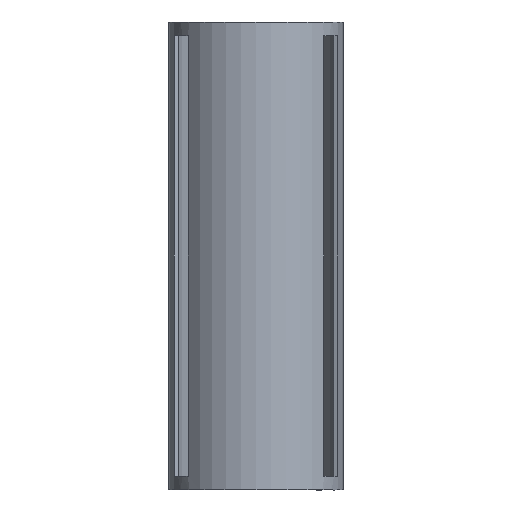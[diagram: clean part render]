
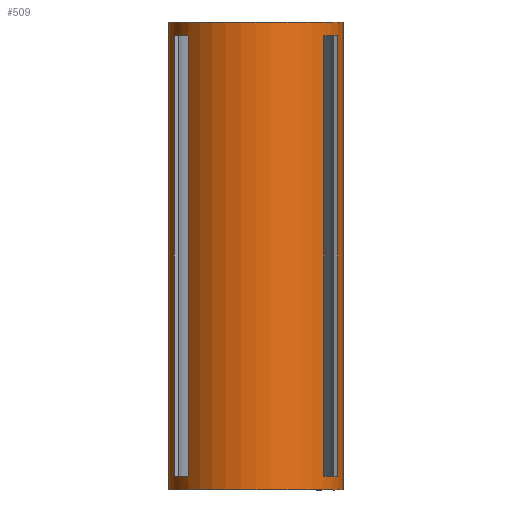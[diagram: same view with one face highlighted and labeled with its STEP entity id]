
A CAD part, front view. The second image highlights one B-rep face of the part: STEP entity #509.
In plain terms, the highlighted cylindrical face has radius 63.5 mm (diameter 127 mm), a partial arc.
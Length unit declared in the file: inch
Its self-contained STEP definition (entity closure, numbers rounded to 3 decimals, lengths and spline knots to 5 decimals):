
#4 = EDGE_CURVE ( 'NONE', #841, #925, #9, .T. ) ;
#9 = CIRCLE ( 'NONE', #211, 2.5 ) ;
#13 = FACE_BOUND ( 'NONE', #365, .T. ) ;
#16 = EDGE_LOOP ( 'NONE', ( #549, #1305, #466, #282 ) ) ;
#31 = ORIENTED_EDGE ( 'NONE', *, *, #1355, .T. ) ;
#34 = VECTOR ( 'NONE', #603, 39.37008 ) ;
#38 = LINE ( 'NONE', #1220, #203 ) ;
#40 = CARTESIAN_POINT ( 'NONE',  ( 1.9412, -1.57536, 6.69291 ) ) ;
#53 = EDGE_CURVE ( 'NONE', #167, #934, #705, .T. ) ;
#59 = AXIS2_PLACEMENT_3D ( 'NONE', #125, #1102, #551 ) ;
#63 = CARTESIAN_POINT ( 'NONE',  ( -2.3349, -0.89345, 6.69291 ) ) ;
#64 = CARTESIAN_POINT ( 'NONE',  ( -2.5, 0., 0. ) ) ;
#82 = CARTESIAN_POINT ( 'NONE',  ( -2.3349, -0.89345, 12.99213 ) ) ;
#86 = CIRCLE ( 'NONE', #59, 2.5 ) ;
#116 = DIRECTION ( 'NONE',  ( 0., 0., -1. ) ) ;
#125 = CARTESIAN_POINT ( 'NONE',  ( 0., 0., 12.99213 ) ) ;
#158 = EDGE_CURVE ( 'NONE', #925, #1347, #1154, .T. ) ;
#164 = ORIENTED_EDGE ( 'NONE', *, *, #1025, .T. ) ;
#167 = VERTEX_POINT ( 'NONE', #1048 ) ;
#174 = ORIENTED_EDGE ( 'NONE', *, *, #1096, .T. ) ;
#194 = CARTESIAN_POINT ( 'NONE',  ( 2.3349, -0.89345, 12.99213 ) ) ;
#195 = VERTEX_POINT ( 'NONE', #194 ) ;
#196 = VECTOR ( 'NONE', #116, 39.37008 ) ;
#199 = VERTEX_POINT ( 'NONE', #82 ) ;
#203 = VECTOR ( 'NONE', #1138, 39.37008 ) ;
#211 = AXIS2_PLACEMENT_3D ( 'NONE', #321, #647, #973 ) ;
#219 = EDGE_CURVE ( 'NONE', #1004, #167, #622, .T. ) ;
#282 = ORIENTED_EDGE ( 'NONE', *, *, #1041, .T. ) ;
#296 = CARTESIAN_POINT ( 'NONE',  ( -1.9412, -1.57536, 6.69291 ) ) ;
#315 = DIRECTION ( 'NONE',  ( -0.5, -0.866, 0. ) ) ;
#321 = CARTESIAN_POINT ( 'NONE',  ( 0., 0., 13.38583 ) ) ;
#337 = VERTEX_POINT ( 'NONE', #512 ) ;
#341 = CARTESIAN_POINT ( 'NONE',  ( -1.9412, -1.57536, 12.99213 ) ) ;
#365 = EDGE_LOOP ( 'NONE', ( #1264, #525, #164, #1377 ) ) ;
#366 = DIRECTION ( 'NONE',  ( 0., 0., -1. ) ) ;
#371 = DIRECTION ( 'NONE',  ( -0.5, 0.866, 0. ) ) ;
#377 = CARTESIAN_POINT ( 'NONE',  ( -2.5, 0., 0. ) ) ;
#413 = CARTESIAN_POINT ( 'NONE',  ( 0., 0., 0.3937 ) ) ;
#423 = CARTESIAN_POINT ( 'NONE',  ( 2.3349, -0.89345, 6.69291 ) ) ;
#442 = CARTESIAN_POINT ( 'NONE',  ( 0., 0., 12.99213 ) ) ;
#446 = CYLINDRICAL_SURFACE ( 'NONE', #481, 2.5 ) ;
#463 = ORIENTED_EDGE ( 'NONE', *, *, #1407, .T. ) ;
#466 = ORIENTED_EDGE ( 'NONE', *, *, #158, .T. ) ;
#475 = VECTOR ( 'NONE', #535, 39.37008 ) ;
#481 = AXIS2_PLACEMENT_3D ( 'NONE', #1196, #741, #654 ) ;
#509 = ADVANCED_FACE ( 'NONE', ( #666, #974, #13 ), #446, .T. ) ;
#512 = CARTESIAN_POINT ( 'NONE',  ( -2.3349, -0.89345, 0.3937 ) ) ;
#525 = ORIENTED_EDGE ( 'NONE', *, *, #53, .T. ) ;
#535 = DIRECTION ( 'NONE',  ( 0., 0., -1. ) ) ;
#544 = VECTOR ( 'NONE', #609, 39.37008 ) ;
#545 = AXIS2_PLACEMENT_3D ( 'NONE', #1193, #1090, #650 ) ;
#549 = ORIENTED_EDGE ( 'NONE', *, *, #740, .T. ) ;
#551 = DIRECTION ( 'NONE',  ( -0.5, 0.866, 0. ) ) ;
#603 = DIRECTION ( 'NONE',  ( 0., 0., 1. ) ) ;
#609 = DIRECTION ( 'NONE',  ( 0., 0., -1. ) ) ;
#622 = CIRCLE ( 'NONE', #736, 2.5 ) ;
#647 = DIRECTION ( 'NONE',  ( 0., 0., -1. ) ) ;
#650 = DIRECTION ( 'NONE',  ( 1., 0., 0. ) ) ;
#654 = DIRECTION ( 'NONE',  ( 1., 0., 0. ) ) ;
#666 = FACE_OUTER_BOUND ( 'NONE', #16, .T. ) ;
#673 = VERTEX_POINT ( 'NONE', #341 ) ;
#705 = LINE ( 'NONE', #40, #34 ) ;
#721 = LINE ( 'NONE', #63, #755 ) ;
#736 = AXIS2_PLACEMENT_3D ( 'NONE', #413, #964, #846 ) ;
#740 = EDGE_CURVE ( 'NONE', #816, #841, #38, .T. ) ;
#741 = DIRECTION ( 'NONE',  ( 0., 0., 1. ) ) ;
#755 = VECTOR ( 'NONE', #943, 39.37008 ) ;
#816 = VERTEX_POINT ( 'NONE', #1118 ) ;
#841 = VERTEX_POINT ( 'NONE', #903 ) ;
#846 = DIRECTION ( 'NONE',  ( -0.5, -0.866, 0. ) ) ;
#881 = DIRECTION ( 'NONE',  ( 0., 0., 1. ) ) ;
#903 = CARTESIAN_POINT ( 'NONE',  ( 2.5, 0., 13.38583 ) ) ;
#925 = VERTEX_POINT ( 'NONE', #984 ) ;
#934 = VERTEX_POINT ( 'NONE', #989 ) ;
#943 = DIRECTION ( 'NONE',  ( 0., 0., 1. ) ) ;
#957 = LINE ( 'NONE', #296, #475 ) ;
#964 = DIRECTION ( 'NONE',  ( 0., 0., -1. ) ) ;
#968 = EDGE_CURVE ( 'NONE', #195, #1004, #1097, .T. ) ;
#973 = DIRECTION ( 'NONE',  ( 1., 0., 0. ) ) ;
#974 = FACE_BOUND ( 'NONE', #1182, .T. ) ;
#984 = CARTESIAN_POINT ( 'NONE',  ( -2.5, 0., 13.38583 ) ) ;
#986 = EDGE_CURVE ( 'NONE', #199, #673, #86, .T. ) ;
#989 = CARTESIAN_POINT ( 'NONE',  ( 1.9412, -1.57536, 12.99213 ) ) ;
#1004 = VERTEX_POINT ( 'NONE', #1085 ) ;
#1025 = EDGE_CURVE ( 'NONE', #934, #195, #1281, .T. ) ;
#1041 = EDGE_CURVE ( 'NONE', #1347, #816, #1092, .T. ) ;
#1048 = CARTESIAN_POINT ( 'NONE',  ( 1.9412, -1.57536, 0.3937 ) ) ;
#1049 = ORIENTED_EDGE ( 'NONE', *, *, #986, .T. ) ;
#1060 = CARTESIAN_POINT ( 'NONE',  ( 0., 0., 0.3937 ) ) ;
#1085 = CARTESIAN_POINT ( 'NONE',  ( 2.3349, -0.89345, 0.3937 ) ) ;
#1090 = DIRECTION ( 'NONE',  ( 0., 0., 1. ) ) ;
#1092 = CIRCLE ( 'NONE', #545, 2.5 ) ;
#1096 = EDGE_CURVE ( 'NONE', #673, #1203, #957, .T. ) ;
#1097 = LINE ( 'NONE', #423, #196 ) ;
#1102 = DIRECTION ( 'NONE',  ( 0., 0., 1. ) ) ;
#1118 = CARTESIAN_POINT ( 'NONE',  ( 2.5, 0., 0. ) ) ;
#1138 = DIRECTION ( 'NONE',  ( 0., 0., 1. ) ) ;
#1154 = LINE ( 'NONE', #64, #544 ) ;
#1166 = CIRCLE ( 'NONE', #1340, 2.5 ) ;
#1169 = AXIS2_PLACEMENT_3D ( 'NONE', #442, #881, #315 ) ;
#1182 = EDGE_LOOP ( 'NONE', ( #174, #463, #31, #1049 ) ) ;
#1193 = CARTESIAN_POINT ( 'NONE',  ( 0., 0., 0. ) ) ;
#1196 = CARTESIAN_POINT ( 'NONE',  ( 0., 0., 0. ) ) ;
#1203 = VERTEX_POINT ( 'NONE', #1296 ) ;
#1220 = CARTESIAN_POINT ( 'NONE',  ( 2.5, 0., 0. ) ) ;
#1264 = ORIENTED_EDGE ( 'NONE', *, *, #219, .T. ) ;
#1281 = CIRCLE ( 'NONE', #1169, 2.5 ) ;
#1296 = CARTESIAN_POINT ( 'NONE',  ( -1.9412, -1.57536, 0.3937 ) ) ;
#1305 = ORIENTED_EDGE ( 'NONE', *, *, #4, .T. ) ;
#1340 = AXIS2_PLACEMENT_3D ( 'NONE', #1060, #366, #371 ) ;
#1347 = VERTEX_POINT ( 'NONE', #377 ) ;
#1355 = EDGE_CURVE ( 'NONE', #337, #199, #721, .T. ) ;
#1377 = ORIENTED_EDGE ( 'NONE', *, *, #968, .T. ) ;
#1407 = EDGE_CURVE ( 'NONE', #1203, #337, #1166, .T. ) ;
